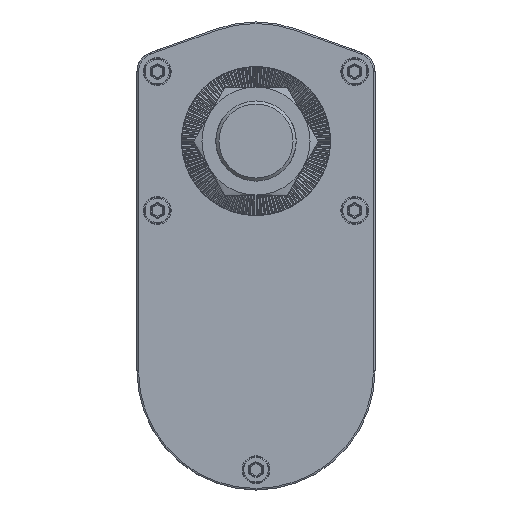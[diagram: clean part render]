
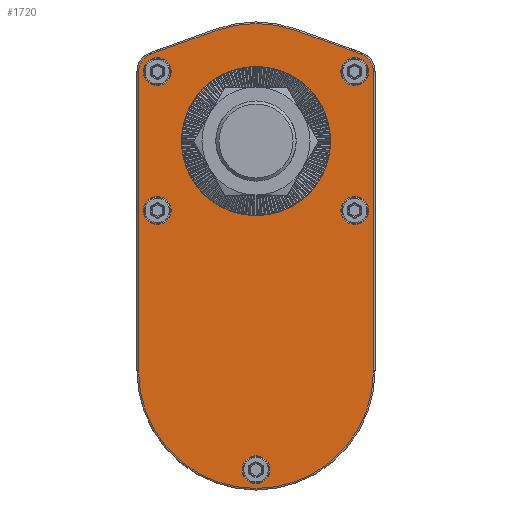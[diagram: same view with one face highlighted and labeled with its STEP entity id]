
A CAD part, front view. The second image highlights one B-rep face of the part: STEP entity #1720.
In plain terms, the highlighted planar face has unit normal (0, -1, 0).
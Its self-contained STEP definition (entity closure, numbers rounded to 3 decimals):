
#1720 = ADVANCED_FACE( '', ( #3934, #3935, #3936, #3937, #3938, #3939, #3940 ), #3941, .T. );
#3934 = FACE_BOUND( '', #9453, .T. );
#3935 = FACE_BOUND( '', #9454, .T. );
#3936 = FACE_BOUND( '', #9455, .T. );
#3937 = FACE_BOUND( '', #9456, .T. );
#3938 = FACE_BOUND( '', #9457, .T. );
#3939 = FACE_OUTER_BOUND( '', #9458, .T. );
#3940 = FACE_BOUND( '', #9459, .T. );
#3941 = PLANE( '', #9460 );
#9453 = EDGE_LOOP( '', ( #17257 ) );
#9454 = EDGE_LOOP( '', ( #17258 ) );
#9455 = EDGE_LOOP( '', ( #17259 ) );
#9456 = EDGE_LOOP( '', ( #17260 ) );
#9457 = EDGE_LOOP( '', ( #17261 ) );
#9458 = EDGE_LOOP( '', ( #17262, #17263, #17264, #17265, #17266, #17267, #17268, #17269 ) );
#9459 = EDGE_LOOP( '', ( #17270 ) );
#9460 = AXIS2_PLACEMENT_3D( '', #17271, #17272, #17273 );
#17257 = ORIENTED_EDGE( '', *, *, #23484, .T. );
#17258 = ORIENTED_EDGE( '', *, *, #23485, .T. );
#17259 = ORIENTED_EDGE( '', *, *, #22287, .T. );
#17260 = ORIENTED_EDGE( '', *, *, #23366, .T. );
#17261 = ORIENTED_EDGE( '', *, *, #22504, .T. );
#17262 = ORIENTED_EDGE( '', *, *, #22797, .T. );
#17263 = ORIENTED_EDGE( '', *, *, #22568, .T. );
#17264 = ORIENTED_EDGE( '', *, *, #21877, .T. );
#17265 = ORIENTED_EDGE( '', *, *, #22479, .T. );
#17266 = ORIENTED_EDGE( '', *, *, #23486, .T. );
#17267 = ORIENTED_EDGE( '', *, *, #23338, .T. );
#17268 = ORIENTED_EDGE( '', *, *, #23487, .T. );
#17269 = ORIENTED_EDGE( '', *, *, #23488, .T. );
#17270 = ORIENTED_EDGE( '', *, *, #23489, .F. );
#17271 = CARTESIAN_POINT( '', ( 0., 24.5, -74.5 ) );
#17272 = DIRECTION( '', ( 0., -1., 0. ) );
#17273 = DIRECTION( '', ( 0., 0., -1. ) );
#21877 = EDGE_CURVE( '', #25077, #25075, #25078, .T. );
#22287 = EDGE_CURVE( '', #25782, #25782, #25783, .T. );
#22479 = EDGE_CURVE( '', #25075, #26118, #26120, .T. );
#22504 = EDGE_CURVE( '', #26160, #26160, #26161, .T. );
#22568 = EDGE_CURVE( '', #26259, #25077, #26263, .T. );
#22797 = EDGE_CURVE( '', #26612, #26259, #26616, .T. );
#23338 = EDGE_CURVE( '', #27412, #27414, #27416, .T. );
#23366 = EDGE_CURVE( '', #27453, #27453, #27454, .T. );
#23484 = EDGE_CURVE( '', #27627, #27627, #27628, .T. );
#23485 = EDGE_CURVE( '', #27629, #27629, #27630, .T. );
#23486 = EDGE_CURVE( '', #26118, #27412, #27631, .T. );
#23487 = EDGE_CURVE( '', #27414, #27632, #27633, .T. );
#23488 = EDGE_CURVE( '', #27632, #26612, #27634, .T. );
#23489 = EDGE_CURVE( '', #27635, #27635, #27636, .T. );
#25075 = VERTEX_POINT( '', #29725 );
#25077 = VERTEX_POINT( '', #29727 );
#25078 = CIRCLE( '', #29728, 38.08 );
#25782 = VERTEX_POINT( '', #31267 );
#25783 = CIRCLE( '', #31268, 4.5 );
#26118 = VERTEX_POINT( '', #31801 );
#26120 = LINE( '', #31803, #31804 );
#26160 = VERTEX_POINT( '', #31858 );
#26161 = CIRCLE( '', #31859, 4.5 );
#26259 = VERTEX_POINT( '', #31991 );
#26263 = LINE( '', #31996, #31997 );
#26612 = VERTEX_POINT( '', #32520 );
#26616 = CIRCLE( '', #32524, 6.08 );
#27412 = VERTEX_POINT( '', #34838 );
#27414 = VERTEX_POINT( '', #34840 );
#27416 = LINE( '', #34842, #34843 );
#27453 = VERTEX_POINT( '', #34909 );
#27454 = CIRCLE( '', #34910, 4.5 );
#27627 = VERTEX_POINT( '', #35291 );
#27628 = CIRCLE( '', #35292, 4.5 );
#27629 = VERTEX_POINT( '', #35293 );
#27630 = CIRCLE( '', #35294, 4.5 );
#27631 = CIRCLE( '', #35295, 6.08 );
#27632 = VERTEX_POINT( '', #35296 );
#27633 = CIRCLE( '', #35297, 38.08 );
#27634 = LINE( '', #35298, #35299 );
#27635 = VERTEX_POINT( '', #35300 );
#27636 = CIRCLE( '', #35301, 24.1 );
#29725 = CARTESIAN_POINT( '', ( -12.944, 24.5, 35.813 ) );
#29727 = CARTESIAN_POINT( '', ( 12.944, 24.5, 35.813 ) );
#29728 = AXIS2_PLACEMENT_3D( '', #38690, #38691, #38692 );
#31267 = CARTESIAN_POINT( '', ( -32., 24.5, -27. ) );
#31268 = AXIS2_PLACEMENT_3D( '', #39150, #39151, #39152 );
#31801 = CARTESIAN_POINT( '', ( -34.067, 24.5, 28.178 ) );
#31803 = CARTESIAN_POINT( '', ( -36.76, 24.5, 27.204 ) );
#31804 = VECTOR( '', #39362, 1000. );
#31858 = CARTESIAN_POINT( '', ( -32., 24.5, 18. ) );
#31859 = AXIS2_PLACEMENT_3D( '', #39389, #39390, #39391 );
#31991 = CARTESIAN_POINT( '', ( 34.067, 24.5, 28.178 ) );
#31996 = CARTESIAN_POINT( '', ( 36.76, 24.5, 27.204 ) );
#31997 = VECTOR( '', #39472, 1000. );
#32520 = CARTESIAN_POINT( '', ( 38.08, 24.5, 22.46 ) );
#32524 = AXIS2_PLACEMENT_3D( '', #39752, #39753, #39754 );
#34838 = CARTESIAN_POINT( '', ( -38.08, 24.5, 22.46 ) );
#34840 = CARTESIAN_POINT( '', ( -38.08, 24.5, -74.5 ) );
#34842 = CARTESIAN_POINT( '', ( -38.08, 24.5, -74.5 ) );
#34843 = VECTOR( '', #40329, 1000. );
#34909 = CARTESIAN_POINT( '', ( 0., 24.5, -111. ) );
#34910 = AXIS2_PLACEMENT_3D( '', #40350, #40351, #40352 );
#35291 = CARTESIAN_POINT( '', ( 32., 24.5, 18. ) );
#35292 = AXIS2_PLACEMENT_3D( '', #40488, #40489, #40490 );
#35293 = CARTESIAN_POINT( '', ( 32., 24.5, -27. ) );
#35294 = AXIS2_PLACEMENT_3D( '', #40491, #40492, #40493 );
#35295 = AXIS2_PLACEMENT_3D( '', #40494, #40495, #40496 );
#35296 = CARTESIAN_POINT( '', ( 38.08, 24.5, -74.5 ) );
#35297 = AXIS2_PLACEMENT_3D( '', #40497, #40498, #40499 );
#35298 = CARTESIAN_POINT( '', ( 38.08, 24.5, -74.5 ) );
#35299 = VECTOR( '', #40500, 1000. );
#35300 = CARTESIAN_POINT( '', ( 0., 24.5, -24.1 ) );
#35301 = AXIS2_PLACEMENT_3D( '', #40501, #40502, #40503 );
#38690 = CARTESIAN_POINT( '', ( 0., 24.5, 0. ) );
#38691 = DIRECTION( '', ( 0., -1., 0. ) );
#38692 = DIRECTION( '', ( 0., 0., -1. ) );
#39150 = CARTESIAN_POINT( '', ( -32., 24.5, -22.5 ) );
#39151 = DIRECTION( '', ( 0., 1., 0. ) );
#39152 = DIRECTION( '', ( 0., 0., -1. ) );
#39362 = DIRECTION( '', ( -0.94, 0., -0.34 ) );
#39389 = CARTESIAN_POINT( '', ( -32., 24.5, 22.5 ) );
#39390 = DIRECTION( '', ( 0., 1., 0. ) );
#39391 = DIRECTION( '', ( 0., 0., -1. ) );
#39472 = DIRECTION( '', ( -0.94, 0., 0.34 ) );
#39752 = CARTESIAN_POINT( '', ( 32., 24.5, 22.46 ) );
#39753 = DIRECTION( '', ( 0., -1., 0. ) );
#39754 = DIRECTION( '', ( 0., 0., -1. ) );
#40329 = DIRECTION( '', ( 0., 0., -1. ) );
#40350 = CARTESIAN_POINT( '', ( 0., 24.5, -106.5 ) );
#40351 = DIRECTION( '', ( 0., 1., 0. ) );
#40352 = DIRECTION( '', ( 0., 0., -1. ) );
#40488 = CARTESIAN_POINT( '', ( 32., 24.5, 22.5 ) );
#40489 = DIRECTION( '', ( 0., 1., 0. ) );
#40490 = DIRECTION( '', ( 0., 0., -1. ) );
#40491 = CARTESIAN_POINT( '', ( 32., 24.5, -22.5 ) );
#40492 = DIRECTION( '', ( 0., 1., 0. ) );
#40493 = DIRECTION( '', ( 0., 0., -1. ) );
#40494 = CARTESIAN_POINT( '', ( -32., 24.5, 22.46 ) );
#40495 = DIRECTION( '', ( 0., -1., 0. ) );
#40496 = DIRECTION( '', ( 0., 0., -1. ) );
#40497 = CARTESIAN_POINT( '', ( 0., 24.5, -74.5 ) );
#40498 = DIRECTION( '', ( 0., -1., 0. ) );
#40499 = DIRECTION( '', ( 0., 0., -1. ) );
#40500 = DIRECTION( '', ( 0., 0., 1. ) );
#40501 = CARTESIAN_POINT( '', ( 0., 24.5, 0. ) );
#40502 = DIRECTION( '', ( 0., -1., 0. ) );
#40503 = DIRECTION( '', ( 0., 0., -1. ) );
